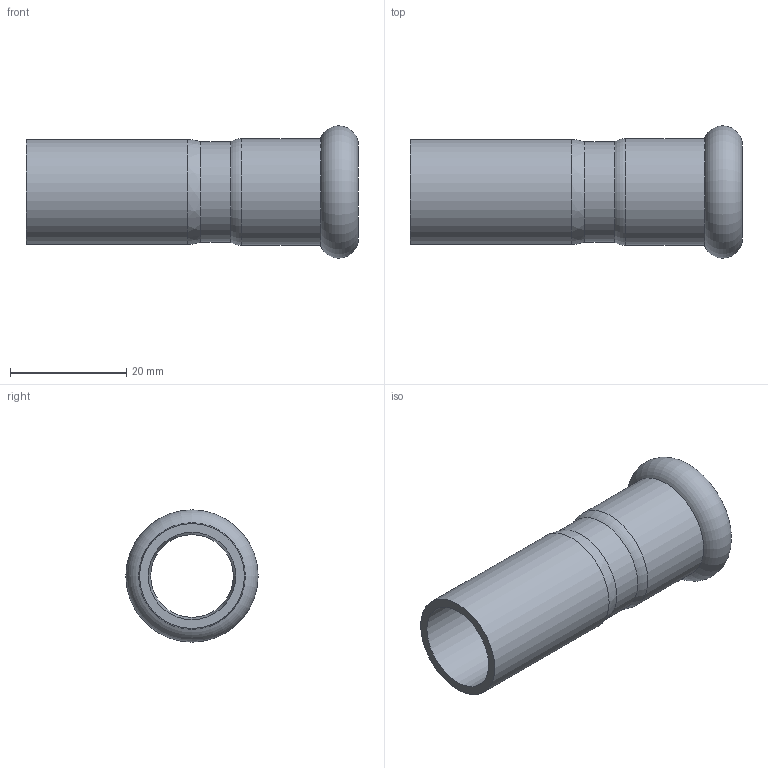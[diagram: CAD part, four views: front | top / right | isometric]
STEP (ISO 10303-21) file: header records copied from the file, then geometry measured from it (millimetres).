
FILE_DESCRIPTION(/* description */ (''),/* implementation_level */ '2;1');
FILE_NAME(/* name */ '391018015_Steelpres.stp',/* time_stamp */ '2022-10-21T16:56:13+02:00',/* author */ ('Vault'),/* organization */ ('Raccorderie metalliche s.p.a. '),/* preprocessor_version */ 'ST-DEVELOPER v18.1',/* originating_system */ 'Autodesk Inventor 2020',/* authorisation */ 'Raccorderie metalliche s.p.a. ');
FILE_SCHEMA (('AUTOMOTIVE_DESIGN { 1 0 10303 214 3 1 1 }'));
Length unit declared in the file: millimetre
Products named in the file (1): 391018015_Steelpres
Bounding box: 57 x 22.71 x 22.71 mm (x, y, z)
Volume: 5035.9 mm3; surface area: 6239.7 mm2
Topology: 1 solids, 1 shells, 17 faces, 64 edges, 48 vertices
Faces by surface type: cylinder 8, torus 5, bspline 2, plane 1, cone 1
Full cylindrical faces by diameter (mm): 14.2 x1, 15 x1, 15.3 x1, 15.7 x2, 17.2 x1, 18 x1, 18.3 x1
Entity records: 830 total; most frequent: CARTESIAN_POINT 182, DIRECTION 151, ORIENTED_EDGE 128, AXIS2_PLACEMENT_3D 71, EDGE_CURVE 64, CIRCLE 55, VERTEX_POINT 48, EDGE_LOOP 18
